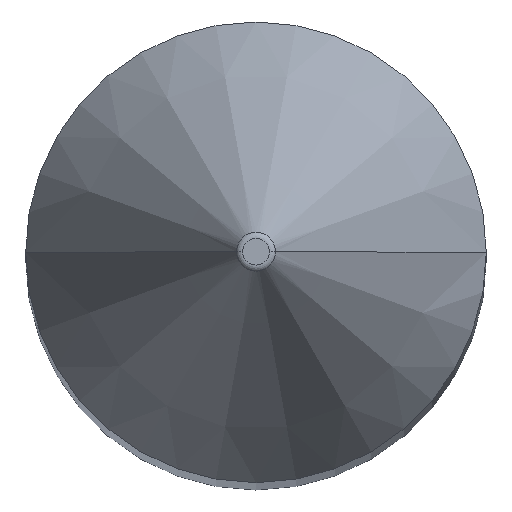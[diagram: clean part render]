
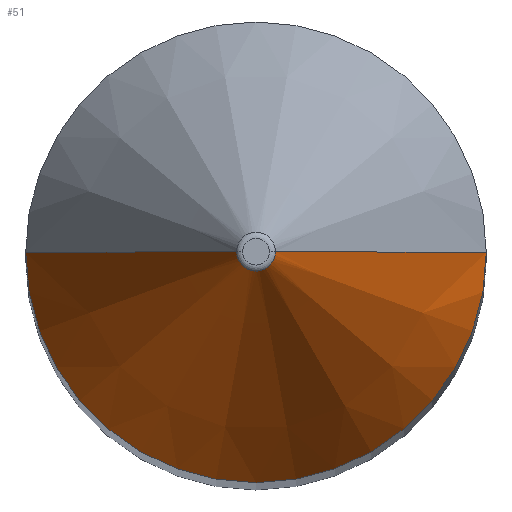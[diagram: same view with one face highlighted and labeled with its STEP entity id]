
A CAD part, top view. The second image highlights one B-rep face of the part: STEP entity #51.
In plain terms, the highlighted conical face has half-angle 29 degrees and reference radius 0.169 mm.
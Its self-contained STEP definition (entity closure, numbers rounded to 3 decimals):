
#5 = EDGE_CURVE ( 'NONE', #16, #25, #119, .T. ) ;
#7 = EDGE_LOOP ( 'NONE', ( #56, #40, #55, #44 ) ) ;
#9 = EDGE_CURVE ( 'NONE', #33, #117, #69, .T. ) ;
#15 = EDGE_CURVE ( 'NONE', #25, #117, #161, .T. ) ;
#16 = VERTEX_POINT ( 'NONE', #85 ) ;
#19 = EDGE_CURVE ( 'NONE', #16, #33, #102, .T. ) ;
#25 = VERTEX_POINT ( 'NONE', #82 ) ;
#33 = VERTEX_POINT ( 'NONE', #277 ) ;
#40 = ORIENTED_EDGE ( 'NONE', *, *, #5, .F. ) ;
#44 = ORIENTED_EDGE ( 'NONE', *, *, #9, .T. ) ;
#51 = ADVANCED_FACE ( 'NONE', ( #187 ), #258, .T. ) ;
#55 = ORIENTED_EDGE ( 'NONE', *, *, #19, .T. ) ;
#56 = ORIENTED_EDGE ( 'NONE', *, *, #15, .F. ) ;
#66 = DIRECTION ( 'NONE',  ( 1., 0., 0. ) ) ;
#67 = DIRECTION ( 'NONE',  ( 0., 0., 1. ) ) ;
#68 = CARTESIAN_POINT ( 'NONE',  ( 0., 0., 36.714 ) ) ;
#69 = CIRCLE ( 'NONE', #162, 2. ) ;
#82 = CARTESIAN_POINT ( 'NONE',  ( 0.169, 0., 40.018 ) ) ;
#85 = CARTESIAN_POINT ( 'NONE',  ( -0.169, 0., 40.018 ) ) ;
#99 = DIRECTION ( 'NONE',  ( -0.485, 0., -0.875 ) ) ;
#100 = VECTOR ( 'NONE', #99, 1000. ) ;
#101 = CARTESIAN_POINT ( 'NONE',  ( -0.169, 0., 40.018 ) ) ;
#102 = LINE ( 'NONE', #101, #100 ) ;
#117 = VERTEX_POINT ( 'NONE', #302 ) ;
#119 = CIRCLE ( 'NONE', #146, 0.169 ) ;
#143 = DIRECTION ( 'NONE',  ( 1., 0., 0. ) ) ;
#144 = DIRECTION ( 'NONE',  ( 0., 0., 1. ) ) ;
#145 = CARTESIAN_POINT ( 'NONE',  ( 0., 0., 40.018 ) ) ;
#146 = AXIS2_PLACEMENT_3D ( 'NONE', #145, #144, #143 ) ;
#158 = DIRECTION ( 'NONE',  ( 0.485, 0., -0.875 ) ) ;
#159 = VECTOR ( 'NONE', #158, 1000. ) ;
#160 = CARTESIAN_POINT ( 'NONE',  ( 0.169, 0., 40.018 ) ) ;
#161 = LINE ( 'NONE', #160, #159 ) ;
#162 = AXIS2_PLACEMENT_3D ( 'NONE', #68, #67, #66 ) ;
#183 = AXIS2_PLACEMENT_3D ( 'NONE', #238, #257, #256 ) ;
#187 = FACE_OUTER_BOUND ( 'NONE', #7, .T. ) ;
#238 = CARTESIAN_POINT ( 'NONE',  ( 0., 0., 40.018 ) ) ;
#256 = DIRECTION ( 'NONE',  ( -1., 0., 0. ) ) ;
#257 = DIRECTION ( 'NONE',  ( 0., 0., -1. ) ) ;
#258 = CONICAL_SURFACE ( 'NONE', #183, 0.169, 0.506 ) ;
#277 = CARTESIAN_POINT ( 'NONE',  ( -2., 0., 36.714 ) ) ;
#302 = CARTESIAN_POINT ( 'NONE',  ( 2., 0., 36.714 ) ) ;
